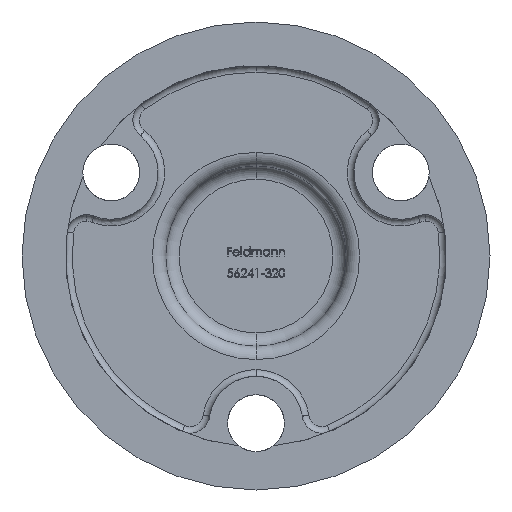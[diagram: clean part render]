
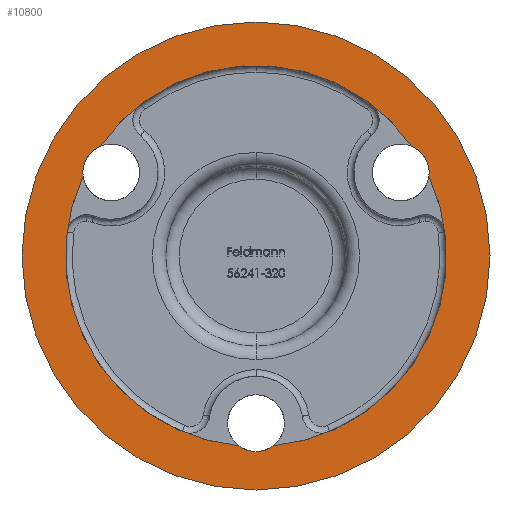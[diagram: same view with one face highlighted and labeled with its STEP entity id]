
A CAD part, front view. The second image highlights one B-rep face of the part: STEP entity #10800.
In plain terms, the highlighted planar face has unit normal (0, -1, 0).
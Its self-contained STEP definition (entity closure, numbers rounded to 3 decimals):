
#45 = AXIS2_PLACEMENT_3D ( 'NONE', #3329, #16711, #13805 ) ;
#300 = VERTEX_POINT ( 'NONE', #11242 ) ;
#506 = ORIENTED_EDGE ( 'NONE', *, *, #18620, .F. ) ;
#796 = ORIENTED_EDGE ( 'NONE', *, *, #4729, .T. ) ;
#1213 = ORIENTED_EDGE ( 'NONE', *, *, #14852, .T. ) ;
#1434 = AXIS2_PLACEMENT_3D ( 'NONE', #7206, #13273, #10262 ) ;
#2103 = EDGE_CURVE ( 'NONE', #11926, #10582, #14711, .T. ) ;
#2195 = DIRECTION ( 'NONE',  ( 0., 0., -1. ) ) ;
#2199 = VERTEX_POINT ( 'NONE', #13483 ) ;
#2440 = CARTESIAN_POINT ( 'NONE',  ( 0., 0., 0. ) ) ;
#2552 = CIRCLE ( 'NONE', #9215, 35. ) ;
#2600 = CARTESIAN_POINT ( 'NONE',  ( -2.572, 0., -28.384 ) ) ;
#2992 = CIRCLE ( 'NONE', #6603, 28.5 ) ;
#3329 = CARTESIAN_POINT ( 'NONE',  ( -21.651, 0., 12.5 ) ) ;
#3842 = CARTESIAN_POINT ( 'NONE',  ( 25.331, 0., 14.625 ) ) ;
#4705 = AXIS2_PLACEMENT_3D ( 'NONE', #13500, #9068, #5936 ) ;
#4729 = EDGE_CURVE ( 'NONE', #18629, #12646, #17935, .T. ) ;
#5182 = DIRECTION ( 'NONE',  ( 0., 0., 1. ) ) ;
#5322 = CARTESIAN_POINT ( 'NONE',  ( 0., 0., 0. ) ) ;
#5439 = AXIS2_PLACEMENT_3D ( 'NONE', #11172, #9477, #2195 ) ;
#5588 = ORIENTED_EDGE ( 'NONE', *, *, #13448, .F. ) ;
#5722 = FACE_BOUND ( 'NONE', #9865, .T. ) ;
#5936 = DIRECTION ( 'NONE',  ( 0., 0., 1. ) ) ;
#6294 = AXIS2_PLACEMENT_3D ( 'NONE', #17034, #11128, #13799 ) ;
#6314 = DIRECTION ( 'NONE',  ( 0., 1., 0. ) ) ;
#6603 = AXIS2_PLACEMENT_3D ( 'NONE', #15279, #7643, #10571 ) ;
#6613 = VERTEX_POINT ( 'NONE', #17151 ) ;
#7206 = CARTESIAN_POINT ( 'NONE',  ( 0., 0., 0. ) ) ;
#7643 = DIRECTION ( 'NONE',  ( 0., -1., 0. ) ) ;
#7980 = EDGE_CURVE ( 'NONE', #18629, #9942, #2992, .T. ) ;
#8037 = PLANE ( 'NONE',  #9371 ) ;
#8183 = CIRCLE ( 'NONE', #5439, 28.5 ) ;
#8295 = ORIENTED_EDGE ( 'NONE', *, *, #18127, .T. ) ;
#8364 = CARTESIAN_POINT ( 'NONE',  ( 2.572, 0., -28.384 ) ) ;
#8824 = CARTESIAN_POINT ( 'NONE',  ( 0., 0., -35. ) ) ;
#9068 = DIRECTION ( 'NONE',  ( 0., 1., 0. ) ) ;
#9143 = AXIS2_PLACEMENT_3D ( 'NONE', #5322, #15777, #18791 ) ;
#9215 = AXIS2_PLACEMENT_3D ( 'NONE', #2440, #11409, #12736 ) ;
#9225 = VERTEX_POINT ( 'NONE', #3842 ) ;
#9361 = EDGE_CURVE ( 'NONE', #9225, #9942, #12523, .T. ) ;
#9371 = AXIS2_PLACEMENT_3D ( 'NONE', #17139, #14035, #11100 ) ;
#9477 = DIRECTION ( 'NONE',  ( 0., -1., 0. ) ) ;
#9673 = DIRECTION ( 'NONE',  ( 0., 1., 0. ) ) ;
#9802 = CARTESIAN_POINT ( 'NONE',  ( 0., 0., -25. ) ) ;
#9827 = ORIENTED_EDGE ( 'NONE', *, *, #12576, .T. ) ;
#9852 = VERTEX_POINT ( 'NONE', #8824 ) ;
#9865 = EDGE_LOOP ( 'NONE', ( #10584, #1213, #19267, #12450, #796, #8295, #16977, #9827, #19106 ) ) ;
#9942 = VERTEX_POINT ( 'NONE', #12068 ) ;
#10010 = CIRCLE ( 'NONE', #12335, 4.25 ) ;
#10262 = DIRECTION ( 'NONE',  ( 0., 0., 1. ) ) ;
#10571 = DIRECTION ( 'NONE',  ( 0., 0., -1. ) ) ;
#10582 = VERTEX_POINT ( 'NONE', #2600 ) ;
#10584 = ORIENTED_EDGE ( 'NONE', *, *, #15723, .F. ) ;
#10800 = ADVANCED_FACE ( 'NONE', ( #5722, #15285 ), #8037, .F. ) ;
#11100 = DIRECTION ( 'NONE',  ( 0., 0., 1. ) ) ;
#11128 = DIRECTION ( 'NONE',  ( 0., 1., 0. ) ) ;
#11172 = CARTESIAN_POINT ( 'NONE',  ( 0., 0., 0. ) ) ;
#11242 = CARTESIAN_POINT ( 'NONE',  ( 0., 0., 35. ) ) ;
#11409 = DIRECTION ( 'NONE',  ( 0., 1., 0. ) ) ;
#11819 = CARTESIAN_POINT ( 'NONE',  ( -25.867, 0., 11.965 ) ) ;
#11926 = VERTEX_POINT ( 'NONE', #11819 ) ;
#12068 = CARTESIAN_POINT ( 'NONE',  ( 25.867, 0., 11.965 ) ) ;
#12335 = AXIS2_PLACEMENT_3D ( 'NONE', #9802, #9673, #5182 ) ;
#12450 = ORIENTED_EDGE ( 'NONE', *, *, #7980, .F. ) ;
#12523 = CIRCLE ( 'NONE', #13860, 4.25 ) ;
#12576 = EDGE_CURVE ( 'NONE', #11926, #6613, #12692, .T. ) ;
#12646 = VERTEX_POINT ( 'NONE', #19338 ) ;
#12692 = CIRCLE ( 'NONE', #13784, 4.25 ) ;
#12736 = DIRECTION ( 'NONE',  ( 0., 0., 1. ) ) ;
#13233 = EDGE_CURVE ( 'NONE', #6613, #16827, #18533, .T. ) ;
#13269 = DIRECTION ( 'NONE',  ( -0.866, 0., -0.5 ) ) ;
#13273 = DIRECTION ( 'NONE',  ( 0., 1., 0. ) ) ;
#13448 = EDGE_CURVE ( 'NONE', #300, #9852, #14333, .T. ) ;
#13483 = CARTESIAN_POINT ( 'NONE',  ( 23.295, 0., 16.419 ) ) ;
#13500 = CARTESIAN_POINT ( 'NONE',  ( 0., 0., -25. ) ) ;
#13567 = CIRCLE ( 'NONE', #6294, 4.25 ) ;
#13784 = AXIS2_PLACEMENT_3D ( 'NONE', #15259, #6314, #16795 ) ;
#13799 = DIRECTION ( 'NONE',  ( -0.866, 0., -0.5 ) ) ;
#13805 = DIRECTION ( 'NONE',  ( 0.866, 0., -0.5 ) ) ;
#13860 = AXIS2_PLACEMENT_3D ( 'NONE', #14904, #14841, #13269 ) ;
#14035 = DIRECTION ( 'NONE',  ( 0., 1., 0. ) ) ;
#14333 = CIRCLE ( 'NONE', #1434, 35. ) ;
#14711 = CIRCLE ( 'NONE', #9143, 28.5 ) ;
#14841 = DIRECTION ( 'NONE',  ( 0., 1., 0. ) ) ;
#14852 = EDGE_CURVE ( 'NONE', #2199, #9225, #13567, .T. ) ;
#14904 = CARTESIAN_POINT ( 'NONE',  ( 21.651, 0., 12.5 ) ) ;
#15259 = CARTESIAN_POINT ( 'NONE',  ( -21.651, 0., 12.5 ) ) ;
#15279 = CARTESIAN_POINT ( 'NONE',  ( 0., 0., 0. ) ) ;
#15285 = FACE_OUTER_BOUND ( 'NONE', #19057, .T. ) ;
#15723 = EDGE_CURVE ( 'NONE', #2199, #16827, #8183, .T. ) ;
#15777 = DIRECTION ( 'NONE',  ( 0., -1., 0. ) ) ;
#16711 = DIRECTION ( 'NONE',  ( 0., 1., 0. ) ) ;
#16795 = DIRECTION ( 'NONE',  ( 0.866, 0., -0.5 ) ) ;
#16827 = VERTEX_POINT ( 'NONE', #18501 ) ;
#16977 = ORIENTED_EDGE ( 'NONE', *, *, #2103, .F. ) ;
#17034 = CARTESIAN_POINT ( 'NONE',  ( 21.651, 0., 12.5 ) ) ;
#17139 = CARTESIAN_POINT ( 'NONE',  ( 0., 0., 0. ) ) ;
#17151 = CARTESIAN_POINT ( 'NONE',  ( -25.331, 0., 14.625 ) ) ;
#17935 = CIRCLE ( 'NONE', #4705, 4.25 ) ;
#18127 = EDGE_CURVE ( 'NONE', #12646, #10582, #10010, .T. ) ;
#18501 = CARTESIAN_POINT ( 'NONE',  ( -23.295, 0., 16.419 ) ) ;
#18533 = CIRCLE ( 'NONE', #45, 4.25 ) ;
#18620 = EDGE_CURVE ( 'NONE', #9852, #300, #2552, .T. ) ;
#18629 = VERTEX_POINT ( 'NONE', #8364 ) ;
#18791 = DIRECTION ( 'NONE',  ( 0., 0., -1. ) ) ;
#19057 = EDGE_LOOP ( 'NONE', ( #506, #5588 ) ) ;
#19106 = ORIENTED_EDGE ( 'NONE', *, *, #13233, .T. ) ;
#19267 = ORIENTED_EDGE ( 'NONE', *, *, #9361, .T. ) ;
#19338 = CARTESIAN_POINT ( 'NONE',  ( 0., 0., -29.25 ) ) ;
